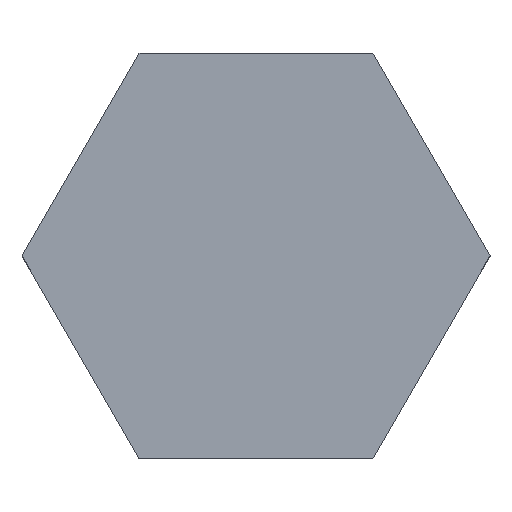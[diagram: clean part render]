
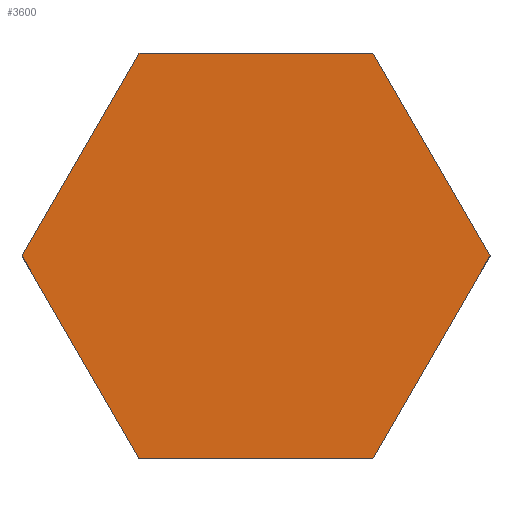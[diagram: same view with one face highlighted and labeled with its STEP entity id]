
A CAD part, top view. The second image highlights one B-rep face of the part: STEP entity #3600.
In plain terms, the highlighted face is planar.
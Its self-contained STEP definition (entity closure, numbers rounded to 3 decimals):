
#120=CARTESIAN_POINT('',(10.94,12.35,
14.62));
#130=VERTEX_POINT('',#120);
#280=CARTESIAN_POINT('',(-5.226,12.35,
14.62));
#290=VERTEX_POINT('',#280);
#320=CARTESIAN_POINT('',(2.857,12.35,
14.62));
#330=DIRECTION('',(-1.,0.,0.));
#340=VECTOR('',#330,1.);
#350=LINE('',#320,#340);
#360=EDGE_CURVE('',#130,#290,#350,.T.);
#590=CARTESIAN_POINT('',(10.94,-15.65,
14.62));
#600=VERTEX_POINT('',#590);
#750=CARTESIAN_POINT('',(19.023,-1.65,
14.62));
#760=VERTEX_POINT('',#750);
#790=CARTESIAN_POINT('',(19.023,-1.65,
14.62));
#800=DIRECTION('',(0.5,0.866,
0.));
#810=VECTOR('',#800,1.);
#820=LINE('',#790,#810);
#830=EDGE_CURVE('',#600,#760,#820,.T.);
#1680=CARTESIAN_POINT('',(-13.309,-1.65,
14.62));
#1690=VERTEX_POINT('',#1680);
#1770=CARTESIAN_POINT('',(-5.226,-15.65,
14.62));
#1780=VERTEX_POINT('',#1770);
#1810=CARTESIAN_POINT('',(-13.309,-1.65,
14.62));
#1820=DIRECTION('',(0.5,-0.866,0.));
#1830=VECTOR('',#1820,1.);
#1840=LINE('',#1810,#1830);
#1850=EDGE_CURVE('',#1690,#1780,#1840,.T.);
#3320=CARTESIAN_POINT('',(-5.643,-1.65,
14.62));
#3330=DIRECTION('',(0.,0.,-1.));
#3340=DIRECTION('',(-1.,0.,0.));
#3350=AXIS2_PLACEMENT_3D('',#3320,#3330,#3340);
#3360=PLANE('',#3350);
#3370=ORIENTED_EDGE('',*,*,#1850,.F.);
#3380=CARTESIAN_POINT('',(2.857,-15.65,
14.62));
#3390=DIRECTION('',(1.,0.,0.));
#3400=VECTOR('',#3390,1.);
#3410=LINE('',#3380,#3400);
#3420=EDGE_CURVE('',#1780,#600,#3410,.T.);
#3430=ORIENTED_EDGE('',*,*,#3420,.F.);
#3440=ORIENTED_EDGE('',*,*,#830,.F.);
#3450=CARTESIAN_POINT('',(19.023,-1.65,
14.62));
#3460=DIRECTION('',(-0.5,0.866,
0.));
#3470=VECTOR('',#3460,1.);
#3480=LINE('',#3450,#3470);
#3490=EDGE_CURVE('',#760,#130,#3480,.T.);
#3500=ORIENTED_EDGE('',*,*,#3490,.F.);
#3510=ORIENTED_EDGE('',*,*,#360,.F.);
#3520=CARTESIAN_POINT('',(-13.309,-1.65,
14.62));
#3530=DIRECTION('',(-0.5,-0.866,0.));
#3540=VECTOR('',#3530,1.);
#3550=LINE('',#3520,#3540);
#3560=EDGE_CURVE('',#290,#1690,#3550,.T.);
#3570=ORIENTED_EDGE('',*,*,#3560,.F.);
#3580=EDGE_LOOP('',(#3570,#3510,#3500,#3440,#3430,#3370));
#3590=FACE_OUTER_BOUND('',#3580,.T.);
#3600=ADVANCED_FACE('',(#3590),#3360,.T.);
